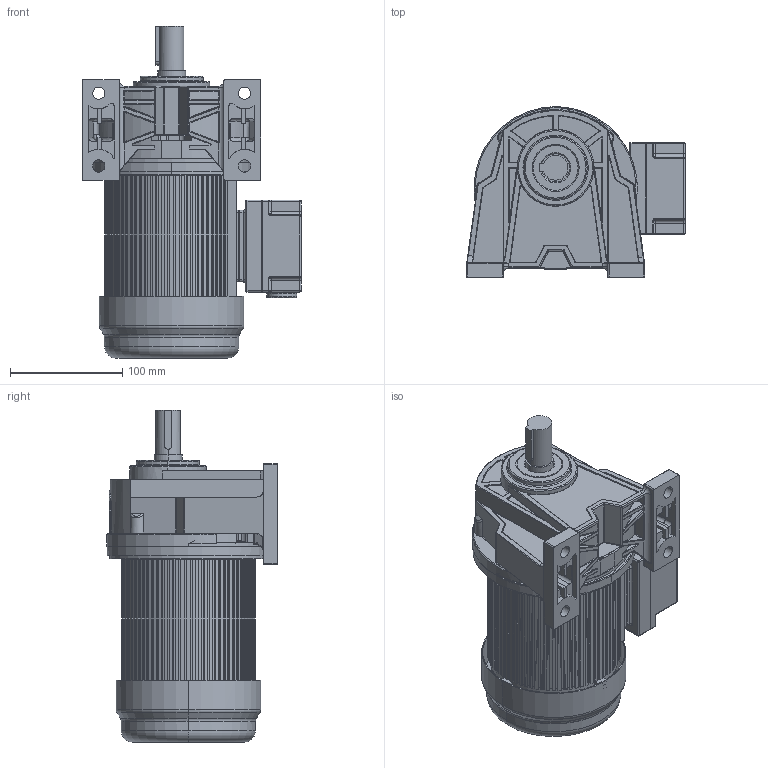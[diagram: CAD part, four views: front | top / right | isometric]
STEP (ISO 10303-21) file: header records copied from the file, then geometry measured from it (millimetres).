
FILE_DESCRIPTION((''),'2;1');
FILE_NAME('GH-22-100-I-A-B-G2-RB_ASM','2024-01-31T11:20:51',('mayn'),(''),'CREO PARAMETRIC BY PTC INC, 2020053','CREO PARAMETRIC BY PTC INC, 2020053','');
FILE_SCHEMA(('CONFIG_CONTROL_DESIGN'));
Products named in the file (17): PRT0006_1; PRT0009_1; _ASM0010_1; ASM0010_ASM_1_ASM; PRT0005_1; ASM0009_ASM_1_ASM; ASM0008_ASM_1_ASM; PRT0010_1; PRT0011_1; PRT0012_1; PRT0019_1; ASM0003_ASM_ASM_1_ASM; PRT0020_1; ASM0002_ASM_ASM_1_ASM; 82-82__ASM_1_ASM; ASM0007_ASM_1_1_ASM; GH-22-100-I-A-B-G2-RB_ASM
Assembly tree (16 placements, depth 6):
  GH-22-100-I-A-B-G2-RB_ASM
    ASM0007_ASM_1_1_ASM
      ASM0008_ASM_1_ASM
        ASM0009_ASM_1_ASM
          ASM0010_ASM_1_ASM
            PRT0006_1
            PRT0009_1
            _ASM0010_1
          PRT0005_1
      PRT0010_1
      PRT0011_1
      PRT0012_1
      82-82__ASM_1_ASM
        ASM0002_ASM_ASM_1_ASM
          ASM0003_ASM_ASM_1_ASM
            PRT0019_1
          PRT0020_1
Bounding box: 195.19 x 152.19 x 296.41 mm (x, y, z)
Volume: 640350.4 mm3; surface area: 497466.9 mm2
Topology: 8 solids, 10 shells, 4461 faces, 12689 edges, 8238 vertices
Faces by surface type: plane 2456, cylinder 1175, torus 452, bspline 219, cone 86, sphere 69, extrusion 4
Entity records: 163402 total; most frequent: CARTESIAN_POINT 45604, ORIENTED_EDGE 25218, DIRECTION 24332, EDGE_CURVE 12614, VERTEX_POINT 8235, AXIS2_PLACEMENT_3D 8148, VECTOR 8036, LINE 8032
